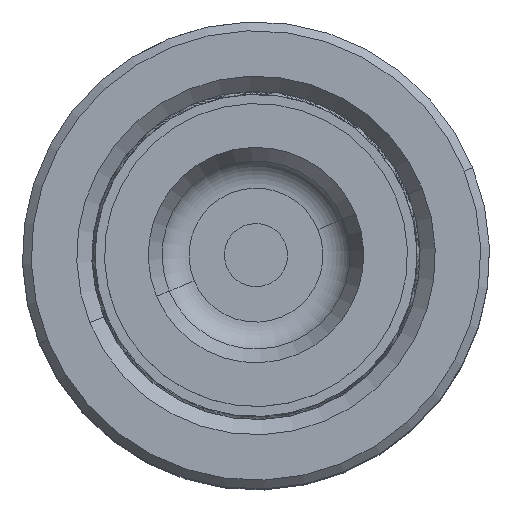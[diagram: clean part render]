
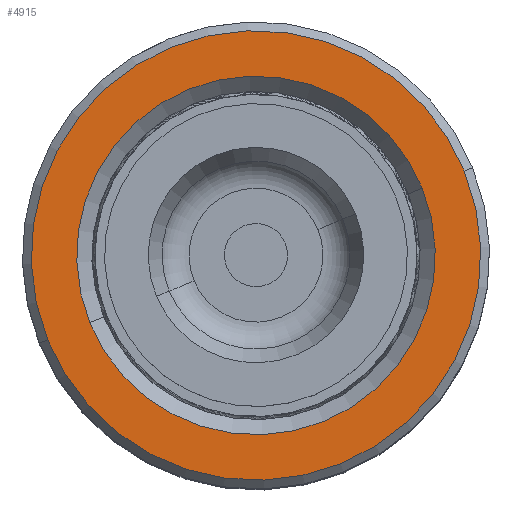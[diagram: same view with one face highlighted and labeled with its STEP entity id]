
A CAD part, top view. The second image highlights one B-rep face of the part: STEP entity #4915.
In plain terms, the highlighted planar face has unit normal (0, 0, 1).
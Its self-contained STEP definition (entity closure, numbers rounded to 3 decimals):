
#3555 = CIRCLE ( 'NONE', #20427, 17.8 ) ;
#4041 = PLANE ( 'NONE',  #15979 ) ;
#4501 = VERTEX_POINT ( 'NONE', #17408 ) ;
#4915 = ADVANCED_FACE ( 'NONE', ( #13898, #32260 ), #4041, .T. ) ;
#5338 = DIRECTION ( 'NONE',  ( 1., 0., 0. ) ) ;
#7135 = CIRCLE ( 'NONE', #20371, 14.2 ) ;
#7272 = DIRECTION ( 'NONE',  ( 0., 0., -1. ) ) ;
#7412 = ORIENTED_EDGE ( 'NONE', *, *, #13796, .T. ) ;
#7490 = CARTESIAN_POINT ( 'NONE',  ( -14.2, 0., 50. ) ) ;
#10226 = DIRECTION ( 'NONE',  ( 0., 0., 1. ) ) ;
#11058 = DIRECTION ( 'NONE',  ( 1., 0., 0. ) ) ;
#11430 = CIRCLE ( 'NONE', #37385, 14.2 ) ;
#12696 = EDGE_LOOP ( 'NONE', ( #30990, #15883 ) ) ;
#13611 = VERTEX_POINT ( 'NONE', #7490 ) ;
#13740 = DIRECTION ( 'NONE',  ( 1., 0., 0. ) ) ;
#13796 = EDGE_CURVE ( 'NONE', #4501, #33556, #3555, .T. ) ;
#13898 = FACE_OUTER_BOUND ( 'NONE', #31685, .T. ) ;
#15107 = CIRCLE ( 'NONE', #26134, 17.8 ) ;
#15142 = CARTESIAN_POINT ( 'NONE',  ( -17.8, 0., 50. ) ) ;
#15419 = EDGE_CURVE ( 'NONE', #33556, #4501, #15107, .T. ) ;
#15883 = ORIENTED_EDGE ( 'NONE', *, *, #30785, .T. ) ;
#15979 = AXIS2_PLACEMENT_3D ( 'NONE', #31406, #10226, #25610 ) ;
#17408 = CARTESIAN_POINT ( 'NONE',  ( 17.8, 0., 50. ) ) ;
#19036 = DIRECTION ( 'NONE',  ( 0., 0., -1. ) ) ;
#20109 = CARTESIAN_POINT ( 'NONE',  ( 0., 0., 50. ) ) ;
#20371 = AXIS2_PLACEMENT_3D ( 'NONE', #28065, #19036, #31187 ) ;
#20427 = AXIS2_PLACEMENT_3D ( 'NONE', #20837, #29873, #5338 ) ;
#20837 = CARTESIAN_POINT ( 'NONE',  ( 0., 0., 50. ) ) ;
#22299 = EDGE_CURVE ( 'NONE', #35947, #13611, #7135, .T. ) ;
#22358 = CARTESIAN_POINT ( 'NONE',  ( 14.2, 0., 50. ) ) ;
#25610 = DIRECTION ( 'NONE',  ( 1., 0., 0. ) ) ;
#25746 = CARTESIAN_POINT ( 'NONE',  ( 0., 0., 50. ) ) ;
#26134 = AXIS2_PLACEMENT_3D ( 'NONE', #20109, #29525, #11058 ) ;
#28065 = CARTESIAN_POINT ( 'NONE',  ( 0., 0., 50. ) ) ;
#29525 = DIRECTION ( 'NONE',  ( 0., 0., 1. ) ) ;
#29873 = DIRECTION ( 'NONE',  ( 0., 0., 1. ) ) ;
#30780 = ORIENTED_EDGE ( 'NONE', *, *, #15419, .T. ) ;
#30785 = EDGE_CURVE ( 'NONE', #13611, #35947, #11430, .T. ) ;
#30990 = ORIENTED_EDGE ( 'NONE', *, *, #22299, .T. ) ;
#31187 = DIRECTION ( 'NONE',  ( 1., 0., 0. ) ) ;
#31406 = CARTESIAN_POINT ( 'NONE',  ( 0., 0., 50. ) ) ;
#31685 = EDGE_LOOP ( 'NONE', ( #30780, #7412 ) ) ;
#32260 = FACE_BOUND ( 'NONE', #12696, .T. ) ;
#33556 = VERTEX_POINT ( 'NONE', #15142 ) ;
#35947 = VERTEX_POINT ( 'NONE', #22358 ) ;
#37385 = AXIS2_PLACEMENT_3D ( 'NONE', #25746, #7272, #13740 ) ;
